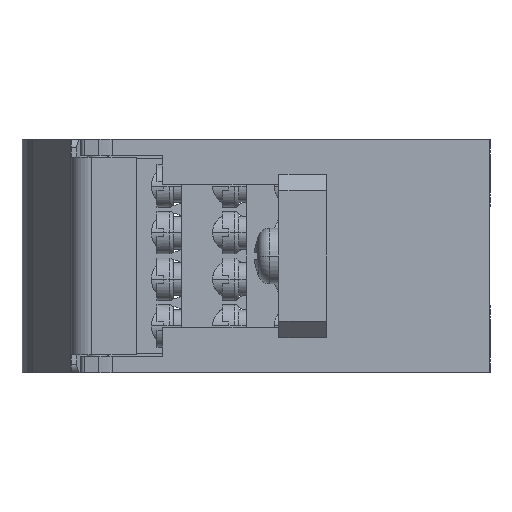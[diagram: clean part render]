
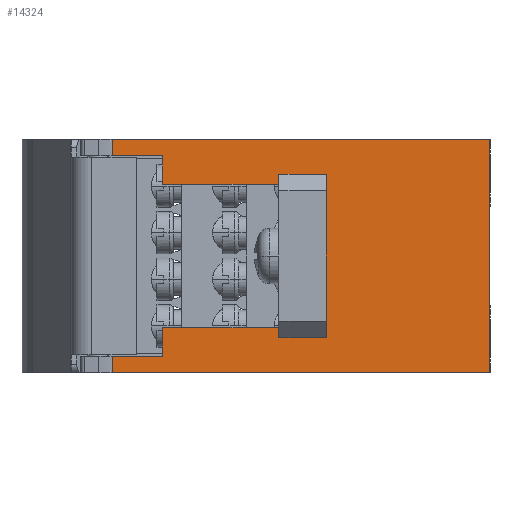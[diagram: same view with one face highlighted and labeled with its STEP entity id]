
A CAD part, left-side view. The second image highlights one B-rep face of the part: STEP entity #14324.
In plain terms, the highlighted planar face has unit normal (-1, 0, 0).
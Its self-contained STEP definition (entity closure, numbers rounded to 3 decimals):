
#771=DIRECTION('',(0.,0.,1.));
#772=VECTOR('',#771,16.2);
#773=CARTESIAN_POINT('',(-21.,20.,-8.1));
#774=LINE('',#773,#772);
#775=DIRECTION('',(0.,1.,0.));
#776=VECTOR('',#775,6.172);
#777=CARTESIAN_POINT('',(-21.,40.,12.25));
#778=LINE('',#777,#776);
#779=DIRECTION('',(0.,0.,1.));
#780=VECTOR('',#779,2.);
#781=CARTESIAN_POINT('',(-21.,46.172,12.25));
#782=LINE('',#781,#780);
#783=DIRECTION('',(0.,-1.,0.));
#784=VECTOR('',#783,46.172);
#785=CARTESIAN_POINT('',(-21.,46.172,14.25));
#786=LINE('',#785,#784);
#787=DIRECTION('',(0.,1.,0.));
#788=VECTOR('',#787,46.172);
#789=CARTESIAN_POINT('',(-21.,0.,-14.25));
#790=LINE('',#789,#788);
#791=DIRECTION('',(0.,-1.,0.));
#792=VECTOR('',#791,6.172);
#793=CARTESIAN_POINT('',(-21.,46.172,-12.25));
#794=LINE('',#793,#792);
#820=DIRECTION('',(0.,0.,-1.));
#821=VECTOR('',#820,0.65);
#822=CARTESIAN_POINT('',(-21.,20.,-8.1));
#823=LINE('',#822,#821);
#836=DIRECTION('',(0.,0.,-1.));
#837=VECTOR('',#836,0.65);
#838=CARTESIAN_POINT('',(-21.,20.,8.75));
#839=LINE('',#838,#837);
#7583=DIRECTION('',(0.,1.,0.));
#7584=VECTOR('',#7583,20.);
#7585=CARTESIAN_POINT('',(-21.,20.,-8.75));
#7586=LINE('',#7585,#7584);
#7587=DIRECTION('',(0.,0.,-1.));
#7588=VECTOR('',#7587,3.5);
#7589=CARTESIAN_POINT('',(-21.,40.,-8.75));
#7590=LINE('',#7589,#7588);
#9197=DIRECTION('',(0.,0.,-1.));
#9198=VECTOR('',#9197,3.5);
#9199=CARTESIAN_POINT('',(-21.,40.,12.25));
#9200=LINE('',#9199,#9198);
#9213=DIRECTION('',(0.,-1.,0.));
#9214=VECTOR('',#9213,20.);
#9215=CARTESIAN_POINT('',(-21.,40.,8.75));
#9216=LINE('',#9215,#9214);
#9735=DIRECTION('',(0.,0.,1.));
#9736=VECTOR('',#9735,28.5);
#9737=CARTESIAN_POINT('',(-21.,0.,-14.25));
#9738=LINE('',#9737,#9736);
#10229=DIRECTION('',(0.,0.,-1.));
#10230=VECTOR('',#10229,2.);
#10231=CARTESIAN_POINT('',(-21.,46.172,-12.25));
#10232=LINE('',#10231,#10230);
#10569=CARTESIAN_POINT('',(-21.,46.172,-14.25));
#10570=VERTEX_POINT('',#10569);
#10571=CARTESIAN_POINT('',(-21.,0.,-14.25));
#10572=VERTEX_POINT('',#10571);
#10607=CARTESIAN_POINT('',(-21.,46.172,-12.25));
#10609=VERTEX_POINT('',#10607);
#10685=CARTESIAN_POINT('',(-21.,0.,14.25));
#10686=VERTEX_POINT('',#10685);
#10687=CARTESIAN_POINT('',(-21.,46.172,14.25));
#10688=VERTEX_POINT('',#10687);
#10733=CARTESIAN_POINT('',(-21.,46.172,12.25));
#10734=VERTEX_POINT('',#10733);
#10736=CARTESIAN_POINT('',(-21.,40.,12.25));
#10738=VERTEX_POINT('',#10736);
#10747=CARTESIAN_POINT('',(-21.,40.,-12.25));
#10748=VERTEX_POINT('',#10747);
#10749=CARTESIAN_POINT('',(-21.,40.,-8.75));
#10750=VERTEX_POINT('',#10749);
#10751=CARTESIAN_POINT('',(-21.,20.,-8.75));
#10752=VERTEX_POINT('',#10751);
#10753=CARTESIAN_POINT('',(-21.,40.,8.75));
#10754=CARTESIAN_POINT('',(-21.,20.,8.75));
#10755=VERTEX_POINT('',#10753);
#10756=VERTEX_POINT('',#10754);
#12977=CARTESIAN_POINT('',(-21.,20.,-8.1));
#12978=CARTESIAN_POINT('',(-21.,20.,8.1));
#12979=VERTEX_POINT('',#12977);
#12980=VERTEX_POINT('',#12978);
#14290=CARTESIAN_POINT('',(-21.,23.086,0.));
#14291=DIRECTION('',(1.,0.,0.));
#14292=DIRECTION('',(0.,-1.,0.));
#14293=AXIS2_PLACEMENT_3D('',#14290,#14291,#14292);
#14294=PLANE('',#14293);
#14295=ORIENTED_EDGE('',*,*,#14211,.T.);
#14297=ORIENTED_EDGE('',*,*,#14296,.F.);
#14299=ORIENTED_EDGE('',*,*,#14298,.F.);
#14301=ORIENTED_EDGE('',*,*,#14300,.F.);
#14303=ORIENTED_EDGE('',*,*,#14302,.T.);
#14305=ORIENTED_EDGE('',*,*,#14304,.T.);
#14307=ORIENTED_EDGE('',*,*,#14306,.T.);
#14309=ORIENTED_EDGE('',*,*,#14308,.F.);
#14311=ORIENTED_EDGE('',*,*,#14310,.T.);
#14313=ORIENTED_EDGE('',*,*,#14312,.F.);
#14315=ORIENTED_EDGE('',*,*,#14314,.T.);
#14317=ORIENTED_EDGE('',*,*,#14316,.F.);
#14319=ORIENTED_EDGE('',*,*,#14318,.F.);
#14321=ORIENTED_EDGE('',*,*,#14320,.F.);
#14322=EDGE_LOOP('',(#14295,#14297,#14299,#14301,#14303,#14305,#14307,#14309,
#14311,#14313,#14315,#14317,#14319,#14321));
#14323=FACE_OUTER_BOUND('',#14322,.F.);
#14211=EDGE_CURVE('',#12979,#12980,#774,.T.);
#14296=EDGE_CURVE('',#10756,#12980,#839,.T.);
#14298=EDGE_CURVE('',#10755,#10756,#9216,.T.);
#14300=EDGE_CURVE('',#10738,#10755,#9200,.T.);
#14302=EDGE_CURVE('',#10738,#10734,#778,.T.);
#14304=EDGE_CURVE('',#10734,#10688,#782,.T.);
#14306=EDGE_CURVE('',#10688,#10686,#786,.T.);
#14308=EDGE_CURVE('',#10572,#10686,#9738,.T.);
#14310=EDGE_CURVE('',#10572,#10570,#790,.T.);
#14312=EDGE_CURVE('',#10609,#10570,#10232,.T.);
#14314=EDGE_CURVE('',#10609,#10748,#794,.T.);
#14316=EDGE_CURVE('',#10750,#10748,#7590,.T.);
#14318=EDGE_CURVE('',#10752,#10750,#7586,.T.);
#14320=EDGE_CURVE('',#12979,#10752,#823,.T.);
#14324=ADVANCED_FACE('',(#14323),#14294,.F.);
